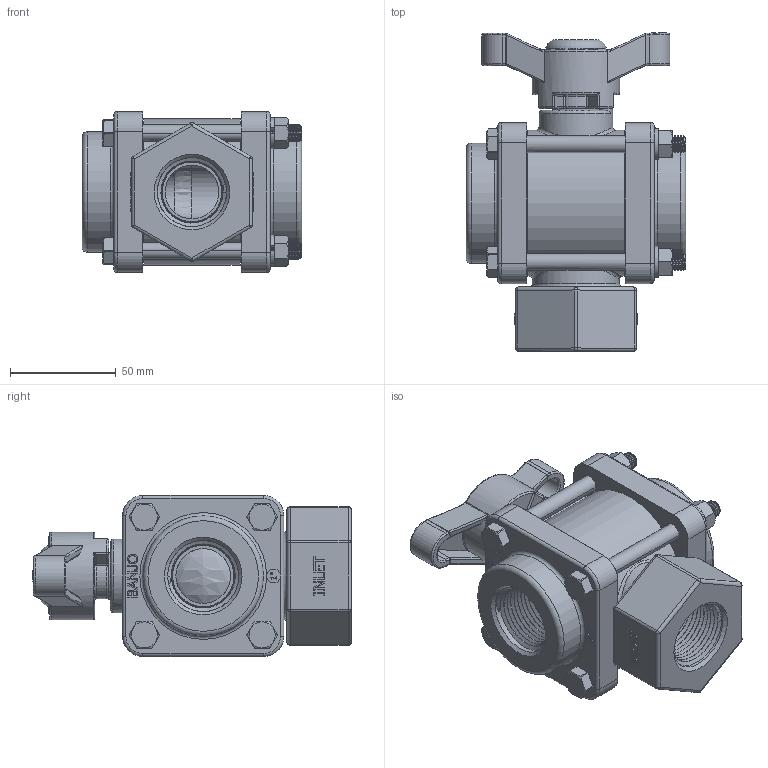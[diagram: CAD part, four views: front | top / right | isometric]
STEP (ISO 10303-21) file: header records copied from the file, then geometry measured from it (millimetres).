
FILE_DESCRIPTION(/* description */ ('1" BOTTOM LOAD VALVE ASSEMBLY, FKM'),/* implementation_level */ '2;1');
FILE_NAME(/* name */ 'V100BL.stp',/* time_stamp */ '2023-08-29T14:51:24-04:00',/* author */ ('MEG'),/* organization */ (''),/* preprocessor_version */ 'ST-DEVELOPER v18.1',/* originating_system */ 'Autodesk Inventor 2022',/* authorisation */ '');
FILE_SCHEMA (('AUTOMOTIVE_DESIGN { 1 0 10303 214 3 1 1 }'));
Products named in the file (21): V100BL; V10354B; V10354BX; V10357; V10257X; V10060; V10117; V10118; V10119; V10151; V10159; V10163; V10258; V10264; V10353TB; V10355B; V10355BM; VX10355B; V20353C; SW10; V07020
Assembly tree (32 placements, depth 4):
  V100BL
    V10354B
      V10354BX
    V10357  x2
      V10257X
    V10060
    V10117  x4
    V10118  x4
    V10119  x4
    V10151
    V10159
    V10163
    V10258  x2
    V10264  x2
    V10353TB
    V10355B
      V10355BM
        VX10355B
    V20353C
    SW10
    V07020
Bounding box: 103.89 x 150.77 x 76.2 mm (x, y, z)
Volume: 436525.1 mm3; surface area: 145013.6 mm2
Topology: 28 solids, 28 shells, 2434 faces, 5813 edges, 3551 vertices
Faces by surface type: plane 924, cylinder 647, cone 465, bspline 231, torus 125, sphere 42
Full cylindrical faces by diameter (mm): 3.556 x4, 3.683 x1, 4.702 x3, 4.826 x1, 5.159 x1, 5.334 x1, 6.604 x2, 9.271 x8, 9.525 x1, 11.112 x1, 14.275 x1, 14.351 x1, 14.529 x1, 14.605 x1, 18.72 x1, 18.898 x1, 19.05 x2, 20.32 x1, 21.844 x4, 22.098 x1, 22.225 x2, 22.733 x1, 25.4 x1, 25.451 x1, 25.527 x3, 25.908 x6, 34.925 x1, 38.1 x2, 38.76 x2, 41.148 x1
Entity records: 58993 total; most frequent: CARTESIAN_POINT 22002, ORIENTED_EDGE 7786, DIRECTION 6941, EDGE_CURVE 3893, VERTEX_POINT 2456, LINE 2383, VECTOR 2383, AXIS2_PLACEMENT_3D 2279
